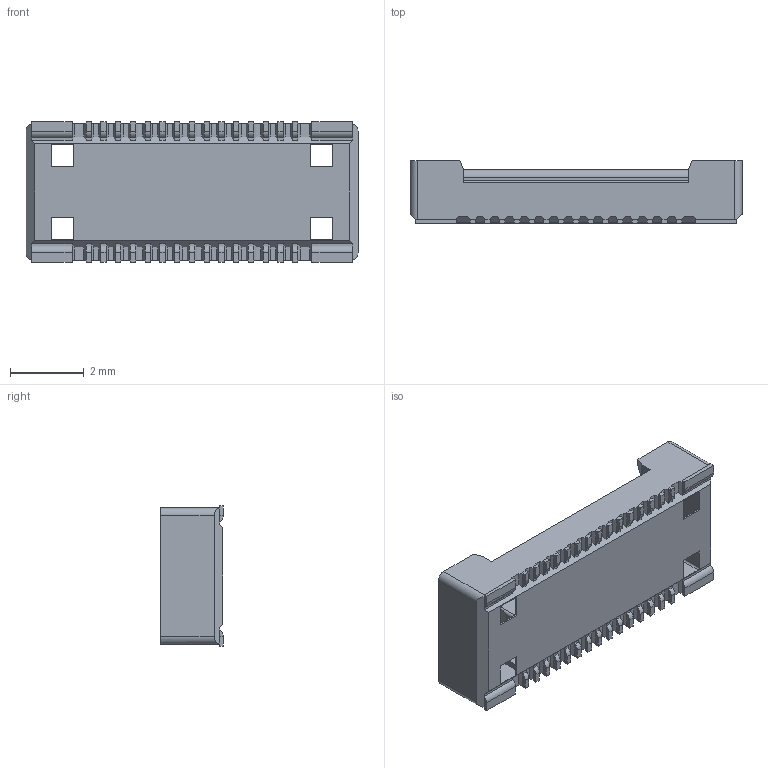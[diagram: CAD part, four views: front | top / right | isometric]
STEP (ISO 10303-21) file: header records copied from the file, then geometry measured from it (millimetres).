
FILE_DESCRIPTION (( 'STEP AP214' ), '1' );
FILE_NAME ('BM54B-30簡易3D.STEP', '2022-09-21T06:41:53', ( '' ), ( '' ), 'SwSTEP 2.0', 'SolidWorks 2019', '' );
FILE_SCHEMA (( 'AUTOMOTIVE_DESIGN' ));
Length unit declared in the file: millimetre
Products named in the file (1): BM54B-30簡易3D
Bounding box: 9 x 1.7 x 3.8 mm (x, y, z)
Volume: 33.4 mm3; surface area: 149.3 mm2
Topology: 1 solids, 1 shells, 446 faces, 1164 edges, 716 vertices
Faces by surface type: plane 382, cylinder 60, cone 4
Entity records: 15638 total; most frequent: CARTESIAN_POINT 2387, ORIENTED_EDGE 2328, DIRECTION 2146, EDGE_CURVE 1164, LINE 1036, VECTOR 1036, VERTEX_POINT 716, AXIS2_PLACEMENT_3D 555
